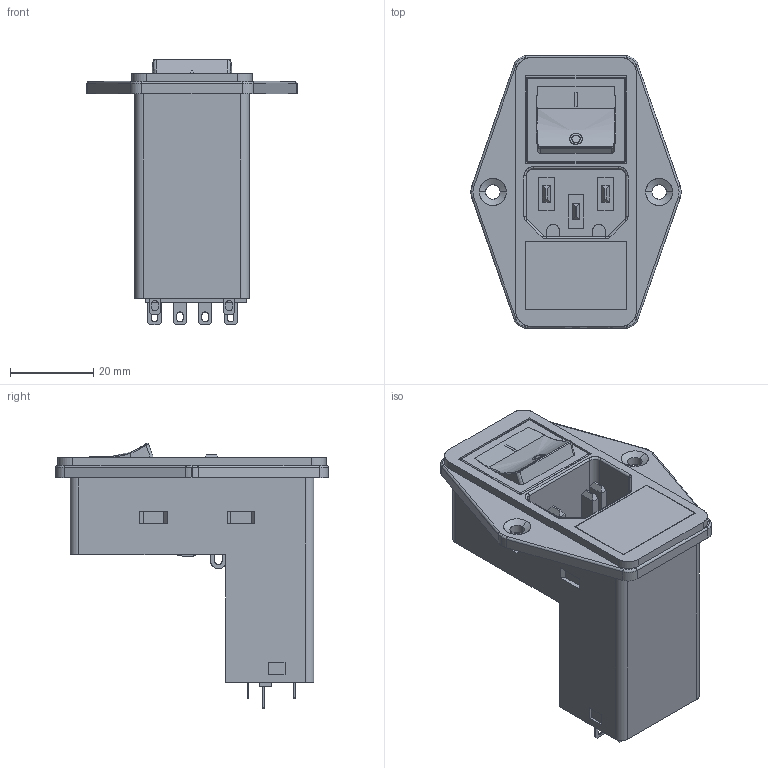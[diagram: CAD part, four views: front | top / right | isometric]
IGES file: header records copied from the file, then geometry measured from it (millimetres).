
Start section: SolidWorks IGES file using analytic representation for surfaces
Global section: file name: 83511410-R1.IGS; native system: SolidWorks 2007; preprocessor: SolidWorks 2007; author: rmarsh; date: 070820.094200; units: millimetre
Bounding box: 50.5 x 65.5 x 63.85 mm (x, y, z)
Surface area: 23810.8 mm2 (no closed solid volume)
Topology: 0 solids, 0 shells, 705 faces, 5765 edges, 5761 vertices
Faces by surface type: bspline 547, revolution 158
